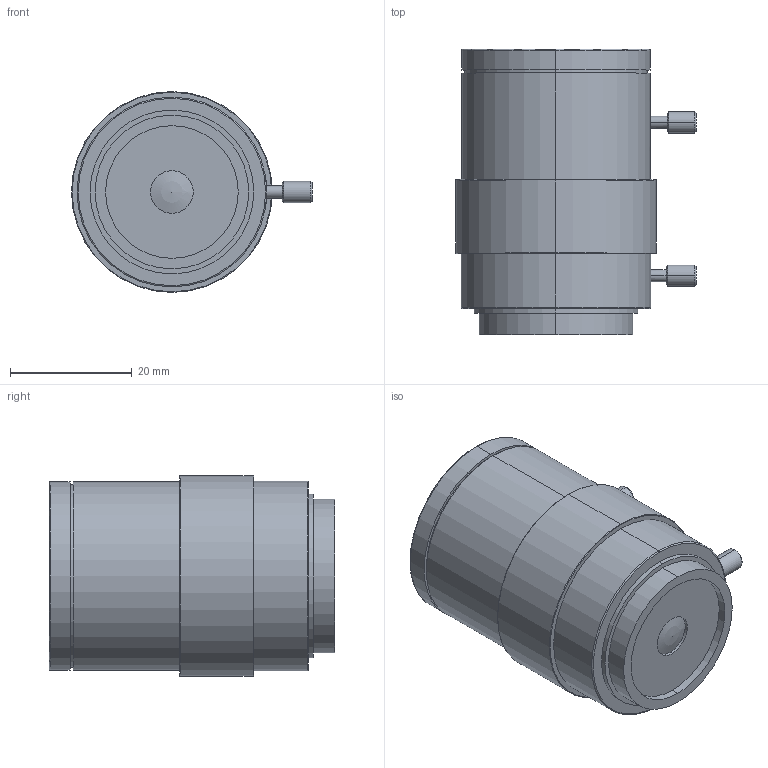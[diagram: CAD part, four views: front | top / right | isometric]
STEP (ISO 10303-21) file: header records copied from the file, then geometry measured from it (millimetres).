
FILE_DESCRIPTION (( 'STEP AP214' ), '1' );
FILE_NAME ('CSLZFA0922.STEP', '2017-01-18T14:03:53', ( 'zveris' ), ( '' ), 'SwSTEP 2.0', 'SolidWorks 2015', '' );
FILE_SCHEMA (( 'AUTOMOTIVE_DESIGN' ));
Length unit declared in the file: millimetre
Products named in the file (1): CSLZFA0922
Bounding box: 39.6 x 46.9 x 33 mm (x, y, z)
Volume: 33672.3 mm3; surface area: 6886.6 mm2
Topology: 1 solids, 1 shells, 65 faces, 134 edges, 84 vertices
Faces by surface type: cylinder 30, plane 15, cone 10, torus 8, sphere 2
Entity records: 1931 total; most frequent: DIRECTION 340, CARTESIAN_POINT 338, ORIENTED_EDGE 256, AXIS2_PLACEMENT_3D 150, EDGE_CURVE 128, CIRCLE 84, VERTEX_POINT 80, EDGE_LOOP 80
